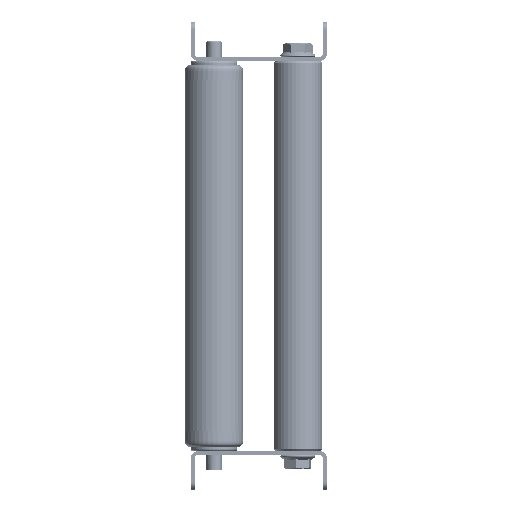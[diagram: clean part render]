
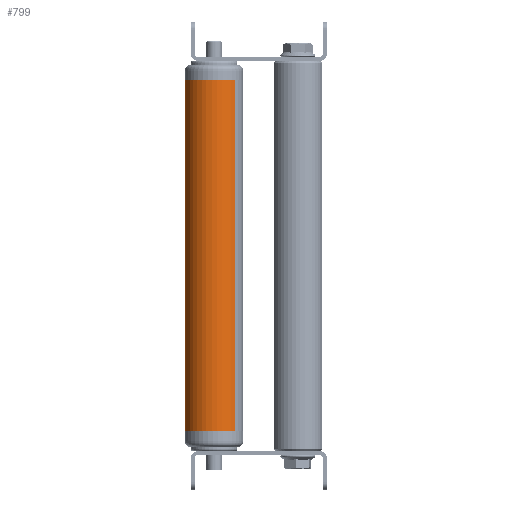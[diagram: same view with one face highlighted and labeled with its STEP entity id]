
A CAD part, left-side view. The second image highlights one B-rep face of the part: STEP entity #799.
In plain terms, the highlighted cylindrical face has radius 15 mm (diameter 30 mm), a partial arc.
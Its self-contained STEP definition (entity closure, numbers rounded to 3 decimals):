
#80 = CARTESIAN_POINT ( 'NONE',  ( 180., 0., -15. ) ) ;
#83 = CARTESIAN_POINT ( 'NONE',  ( 0., 0., 0. ) ) ;
#701 = DIRECTION ( 'NONE',  ( 0., 0., -1. ) ) ;
#799 = ADVANCED_FACE ( 'NONE', ( #5102 ), #21585, .T. ) ;
#1330 = DIRECTION ( 'NONE',  ( -1., 0., 0. ) ) ;
#2148 = EDGE_CURVE ( 'NONE', #13047, #20218, #20127, .T. ) ;
#3790 = CIRCLE ( 'NONE', #5105, 15. ) ;
#4799 = DIRECTION ( 'NONE',  ( 1., 0., 0. ) ) ;
#5102 = FACE_OUTER_BOUND ( 'NONE', #10614, .T. ) ;
#5105 = AXIS2_PLACEMENT_3D ( 'NONE', #83, #4799, #15362 ) ;
#5288 = VECTOR ( 'NONE', #22833, 1000. ) ;
#5899 = DIRECTION ( 'NONE',  ( 0., 0., 1. ) ) ;
#6469 = CARTESIAN_POINT ( 'NONE',  ( 180., 0., 15. ) ) ;
#6502 = ORIENTED_EDGE ( 'NONE', *, *, #2148, .T. ) ;
#6532 = EDGE_CURVE ( 'NONE', #13047, #13421, #8767, .T. ) ;
#8175 = VECTOR ( 'NONE', #1330, 1000. ) ;
#8767 = CIRCLE ( 'NONE', #21716, 15. ) ;
#9862 = CARTESIAN_POINT ( 'NONE',  ( 180., 0., 15. ) ) ;
#10614 = EDGE_LOOP ( 'NONE', ( #18633, #17029, #6502, #11719 ) ) ;
#10713 = AXIS2_PLACEMENT_3D ( 'NONE', #23767, #26737, #5899 ) ;
#10936 = LINE ( 'NONE', #19298, #5288 ) ;
#11719 = ORIENTED_EDGE ( 'NONE', *, *, #21704, .T. ) ;
#13047 = VERTEX_POINT ( 'NONE', #6469 ) ;
#13421 = VERTEX_POINT ( 'NONE', #80 ) ;
#14293 = EDGE_CURVE ( 'NONE', #13421, #20428, #10936, .T. ) ;
#15362 = DIRECTION ( 'NONE',  ( 0., 0., -1. ) ) ;
#17029 = ORIENTED_EDGE ( 'NONE', *, *, #6532, .F. ) ;
#17495 = DIRECTION ( 'NONE',  ( 1., 0., 0. ) ) ;
#18633 = ORIENTED_EDGE ( 'NONE', *, *, #14293, .F. ) ;
#19298 = CARTESIAN_POINT ( 'NONE',  ( 180., 0., -15. ) ) ;
#20127 = LINE ( 'NONE', #9862, #8175 ) ;
#20218 = VERTEX_POINT ( 'NONE', #22386 ) ;
#20428 = VERTEX_POINT ( 'NONE', #21010 ) ;
#21010 = CARTESIAN_POINT ( 'NONE',  ( 0., 0., -15. ) ) ;
#21585 = CYLINDRICAL_SURFACE ( 'NONE', #10713, 15. ) ;
#21704 = EDGE_CURVE ( 'NONE', #20218, #20428, #3790, .T. ) ;
#21716 = AXIS2_PLACEMENT_3D ( 'NONE', #23442, #17495, #701 ) ;
#22386 = CARTESIAN_POINT ( 'NONE',  ( 0., 0., 15. ) ) ;
#22833 = DIRECTION ( 'NONE',  ( -1., 0., 0. ) ) ;
#23442 = CARTESIAN_POINT ( 'NONE',  ( 180., 0., 0. ) ) ;
#23767 = CARTESIAN_POINT ( 'NONE',  ( 180., 0., 0. ) ) ;
#26737 = DIRECTION ( 'NONE',  ( -1., 0., 0. ) ) ;
